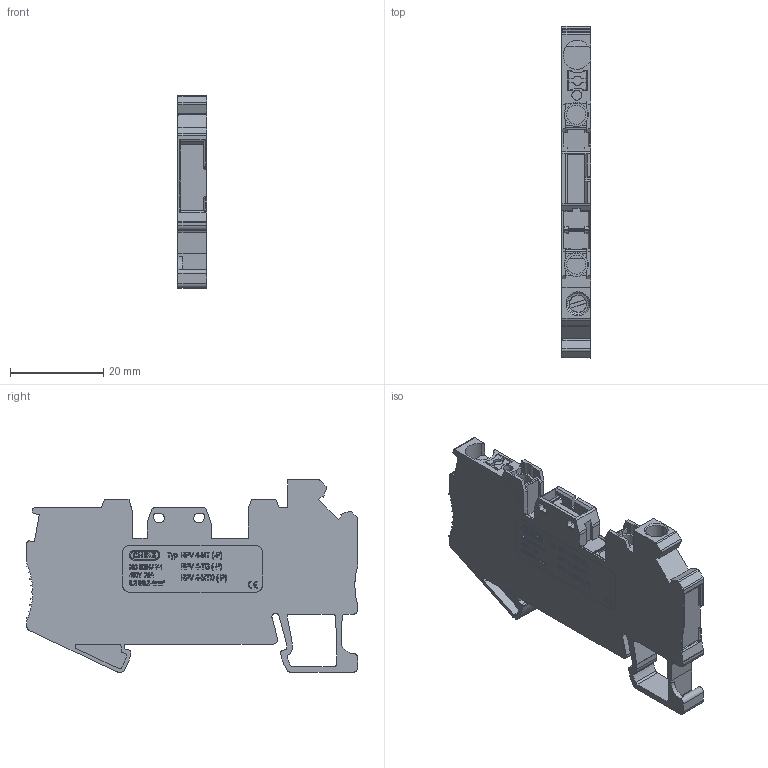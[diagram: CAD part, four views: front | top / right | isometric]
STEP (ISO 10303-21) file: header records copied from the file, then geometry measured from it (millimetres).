
FILE_DESCRIPTION( ('This file contains a STEP AP42 implementation' ,'as created by ZW3D STEP Interface translator.') ,'2;1' );
FILE_NAME( 'RPV4-TG（-P）成品.stp' ,'24 9 7.145829', (''), ('ZWCAD Software Co.'), 'Version 1.0', 'ZW3D to STEP translator', '' );
FILE_SCHEMA(('AUTOMOTIVE_DESIGN { 1 0 10303 214 1 1 1 1 }'));
Length unit declared in the file: millimetre
Products named in the file (2): 0; RPV4-TGㄗ-Pㄘ傖こ
Bounding box: 6.25 x 71.19 x 41.25 mm (x, y, z)
Volume: 11775.8 mm3; surface area: 8095.4 mm2
Topology: 4 solids, 4 shells, 4035 faces, 11710 edges, 7774 vertices
Faces by surface type: plane 3829, cylinder 155, bspline 44, cone 5, torus 2
Full cylindrical faces by diameter (mm): 1.4 x2, 2.1 x1, 2.4 x1, 2.8 x14, 3.7 x1, 4.1 x2, 4.4 x2, 4.5 x1, 5 x2
Entity records: 136301 total; most frequent: CARTESIAN_POINT 25731, ORIENTED_EDGE 23420, DIRECTION 19849, EDGE_CURVE 11710, VECTOR 11273, LINE 11273, VERTEX_POINT 7774, AXIS2_PLACEMENT_3D 4288
